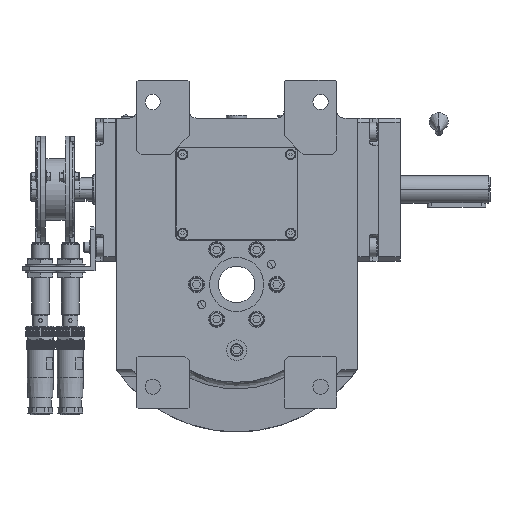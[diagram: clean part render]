
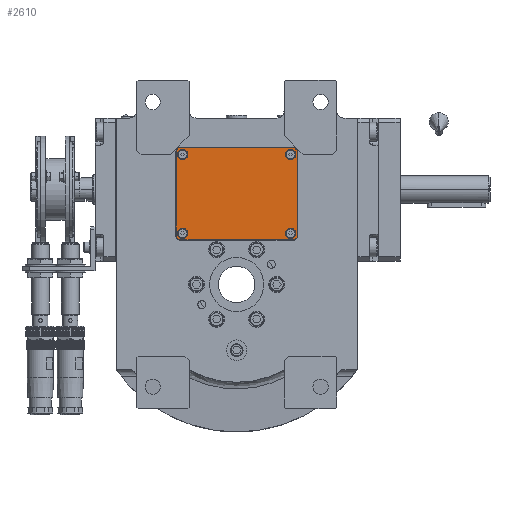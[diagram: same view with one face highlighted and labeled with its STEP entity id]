
A CAD part, front view. The second image highlights one B-rep face of the part: STEP entity #2610.
In plain terms, the highlighted face is planar.
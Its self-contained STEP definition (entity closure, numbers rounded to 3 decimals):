
#2456 = EDGE_LOOP ( 'NONE', ( #111482, #27415 ) ) ;
#2610 = ADVANCED_FACE ( 'NONE', ( #28133, #64557, #48742, #85181, #57231 ), #55431, .T. ) ;
#4150 = CARTESIAN_POINT ( 'NONE',  ( 40.5, -27., 3. ) ) ;
#4204 = DIRECTION ( 'NONE',  ( 0., -1., 0. ) ) ;
#4406 = DIRECTION ( 'NONE',  ( -1., 0., 0. ) ) ;
#4407 = ORIENTED_EDGE ( 'NONE', *, *, #104618, .T. ) ;
#5198 = CARTESIAN_POINT ( 'NONE',  ( 39.5, 31.5, 3. ) ) ;
#5321 = CARTESIAN_POINT ( 'NONE',  ( -41.5, 29.5, 3. ) ) ;
#6615 = DIRECTION ( 'NONE',  ( 1., 0., 0. ) ) ;
#7860 = ORIENTED_EDGE ( 'NONE', *, *, #17085, .T. ) ;
#8285 = CARTESIAN_POINT ( 'NONE',  ( 39.5, -31.5, 3. ) ) ;
#9035 = ORIENTED_EDGE ( 'NONE', *, *, #25076, .T. ) ;
#9097 = VECTOR ( 'NONE', #118731, 1000. ) ;
#9128 = CARTESIAN_POINT ( 'NONE',  ( -37., 27., 3. ) ) ;
#9186 = CIRCLE ( 'NONE', #119624, 3.5 ) ;
#9232 = AXIS2_PLACEMENT_3D ( 'NONE', #18426, #94236, #45720 ) ;
#9828 = CARTESIAN_POINT ( 'NONE',  ( -33.5, 27., 3. ) ) ;
#10518 = ORIENTED_EDGE ( 'NONE', *, *, #54314, .T. ) ;
#13214 = EDGE_CURVE ( 'NONE', #105235, #119475, #9186, .T. ) ;
#15574 = DIRECTION ( 'NONE',  ( -1., 0., 0. ) ) ;
#15650 = EDGE_LOOP ( 'NONE', ( #39345, #36744 ) ) ;
#15765 = VERTEX_POINT ( 'NONE', #79545 ) ;
#16187 = EDGE_CURVE ( 'NONE', #55778, #109318, #87336, .T. ) ;
#16222 = DIRECTION ( 'NONE',  ( 1., 0., 0. ) ) ;
#16752 = DIRECTION ( 'NONE',  ( 0., 0., 1. ) ) ;
#17085 = EDGE_CURVE ( 'NONE', #60158, #15765, #109728, .T. ) ;
#18426 = CARTESIAN_POINT ( 'NONE',  ( -37., -27., 3. ) ) ;
#19301 = AXIS2_PLACEMENT_3D ( 'NONE', #9128, #118396, #98988 ) ;
#20607 = DIRECTION ( 'NONE',  ( 0., 1., 0. ) ) ;
#24083 = ORIENTED_EDGE ( 'NONE', *, *, #41164, .F. ) ;
#25076 = EDGE_CURVE ( 'NONE', #109318, #60158, #56895, .T. ) ;
#27164 = CARTESIAN_POINT ( 'NONE',  ( -39.5, -31.5, 3. ) ) ;
#27415 = ORIENTED_EDGE ( 'NONE', *, *, #81616, .F. ) ;
#28133 = FACE_OUTER_BOUND ( 'NONE', #67301, .T. ) ;
#28137 = AXIS2_PLACEMENT_3D ( 'NONE', #114744, #105606, #88014 ) ;
#29392 = EDGE_LOOP ( 'NONE', ( #92540, #97461 ) ) ;
#30172 = EDGE_CURVE ( 'NONE', #85268, #47487, #83790, .T. ) ;
#31211 = CIRCLE ( 'NONE', #40907, 3.5 ) ;
#32158 = CARTESIAN_POINT ( 'NONE',  ( 41.5, -29.5, 3. ) ) ;
#33286 = CARTESIAN_POINT ( 'NONE',  ( -41.5, 29.5, 3. ) ) ;
#33551 = AXIS2_PLACEMENT_3D ( 'NONE', #88718, #52260, #4406 ) ;
#35950 = CIRCLE ( 'NONE', #115449, 3.5 ) ;
#36744 = ORIENTED_EDGE ( 'NONE', *, *, #93980, .F. ) ;
#37774 = VECTOR ( 'NONE', #51233, 1000. ) ;
#39345 = ORIENTED_EDGE ( 'NONE', *, *, #64834, .F. ) ;
#40005 = VERTEX_POINT ( 'NONE', #44725 ) ;
#40907 = AXIS2_PLACEMENT_3D ( 'NONE', #92240, #83157, #55802 ) ;
#41164 = EDGE_CURVE ( 'NONE', #55777, #99382, #109395, .T. ) ;
#41214 = CARTESIAN_POINT ( 'NONE',  ( 41.5, -29.5, 3. ) ) ;
#41826 = VERTEX_POINT ( 'NONE', #118344 ) ;
#43725 = VECTOR ( 'NONE', #83178, 1000. ) ;
#44725 = CARTESIAN_POINT ( 'NONE',  ( 41.5, 29.5, 3. ) ) ;
#44906 = EDGE_CURVE ( 'NONE', #71365, #72846, #58090, .T. ) ;
#44953 = CARTESIAN_POINT ( 'NONE',  ( 39.5, 31.5, 3. ) ) ;
#45720 = DIRECTION ( 'NONE',  ( 1., 0., 0. ) ) ;
#45980 = CARTESIAN_POINT ( 'NONE',  ( 33.5, 27., 3. ) ) ;
#46210 = CARTESIAN_POINT ( 'NONE',  ( 37., -27., 3. ) ) ;
#47336 = AXIS2_PLACEMENT_3D ( 'NONE', #46210, #112979, #113576 ) ;
#47487 = VERTEX_POINT ( 'NONE', #117773 ) ;
#48742 = FACE_BOUND ( 'NONE', #2456, .T. ) ;
#51233 = DIRECTION ( 'NONE',  ( -0.707, -0.707, 0. ) ) ;
#52260 = DIRECTION ( 'NONE',  ( 0., 0., 1. ) ) ;
#54314 = EDGE_CURVE ( 'NONE', #15765, #55353, #92581, .T. ) ;
#55353 = VERTEX_POINT ( 'NONE', #32158 ) ;
#55431 = PLANE ( 'NONE',  #92088 ) ;
#55777 = VERTEX_POINT ( 'NONE', #4150 ) ;
#55778 = VERTEX_POINT ( 'NONE', #5321 ) ;
#55802 = DIRECTION ( 'NONE',  ( -1., 0., 0. ) ) ;
#56895 = LINE ( 'NONE', #112763, #118566 ) ;
#57231 = FACE_BOUND ( 'NONE', #15650, .T. ) ;
#57612 = EDGE_CURVE ( 'NONE', #40005, #85268, #112078, .T. ) ;
#58090 = CIRCLE ( 'NONE', #19301, 3.5 ) ;
#60158 = VERTEX_POINT ( 'NONE', #98693 ) ;
#62146 = LINE ( 'NONE', #97380, #37774 ) ;
#64557 = FACE_BOUND ( 'NONE', #29392, .T. ) ;
#64834 = EDGE_CURVE ( 'NONE', #41826, #76448, #92548, .T. ) ;
#65950 = DIRECTION ( 'NONE',  ( -0.707, 0.707, 0. ) ) ;
#67219 = DIRECTION ( 'NONE',  ( 0.707, -0.707, 0. ) ) ;
#67301 = EDGE_LOOP ( 'NONE', ( #119009, #115670, #79806, #4407, #103346, #9035, #7860, #10518 ) ) ;
#68353 = VECTOR ( 'NONE', #65950, 1000. ) ;
#71365 = VERTEX_POINT ( 'NONE', #9828 ) ;
#71774 = CARTESIAN_POINT ( 'NONE',  ( -40.5, -27., 3. ) ) ;
#72846 = VERTEX_POINT ( 'NONE', #106254 ) ;
#73282 = CARTESIAN_POINT ( 'NONE',  ( 41.5, 29.5, 3. ) ) ;
#74727 = CARTESIAN_POINT ( 'NONE',  ( 33.5, -27., 3. ) ) ;
#76092 = DIRECTION ( 'NONE',  ( 1., 0., 0. ) ) ;
#76448 = VERTEX_POINT ( 'NONE', #71774 ) ;
#77421 = CARTESIAN_POINT ( 'NONE',  ( 40.5, 27., 3. ) ) ;
#79545 = CARTESIAN_POINT ( 'NONE',  ( 39.5, -31.5, 3. ) ) ;
#79806 = ORIENTED_EDGE ( 'NONE', *, *, #30172, .T. ) ;
#81616 = EDGE_CURVE ( 'NONE', #72846, #71365, #35950, .T. ) ;
#83157 = DIRECTION ( 'NONE',  ( 0., 0., 1. ) ) ;
#83178 = DIRECTION ( 'NONE',  ( -1., 0., 0. ) ) ;
#83790 = LINE ( 'NONE', #44953, #43725 ) ;
#85181 = FACE_BOUND ( 'NONE', #113397, .T. ) ;
#85268 = VERTEX_POINT ( 'NONE', #5198 ) ;
#87227 = CARTESIAN_POINT ( 'NONE',  ( -41.5, -29.5, 3. ) ) ;
#87336 = LINE ( 'NONE', #33286, #88887 ) ;
#88014 = DIRECTION ( 'NONE',  ( -1., 0., 0. ) ) ;
#88718 = CARTESIAN_POINT ( 'NONE',  ( 37., 27., 3. ) ) ;
#88887 = VECTOR ( 'NONE', #4204, 1000. ) ;
#90271 = DIRECTION ( 'NONE',  ( 0., 0., 1. ) ) ;
#92088 = AXIS2_PLACEMENT_3D ( 'NONE', #103948, #103350, #76092 ) ;
#92240 = CARTESIAN_POINT ( 'NONE',  ( -37., -27., 3. ) ) ;
#92540 = ORIENTED_EDGE ( 'NONE', *, *, #13214, .F. ) ;
#92548 = CIRCLE ( 'NONE', #9232, 3.5 ) ;
#92581 = LINE ( 'NONE', #8285, #9097 ) ;
#93980 = EDGE_CURVE ( 'NONE', #76448, #41826, #31211, .T. ) ;
#94088 = EDGE_CURVE ( 'NONE', #55353, #40005, #95846, .T. ) ;
#94236 = DIRECTION ( 'NONE',  ( 0., 0., 1. ) ) ;
#95603 = EDGE_CURVE ( 'NONE', #119475, #105235, #112991, .T. ) ;
#95846 = LINE ( 'NONE', #41214, #118544 ) ;
#97380 = CARTESIAN_POINT ( 'NONE',  ( -39.5, 31.5, 3. ) ) ;
#97461 = ORIENTED_EDGE ( 'NONE', *, *, #95603, .F. ) ;
#98693 = CARTESIAN_POINT ( 'NONE',  ( -39.5, -31.5, 3. ) ) ;
#98988 = DIRECTION ( 'NONE',  ( 1., 0., 0. ) ) ;
#99320 = CARTESIAN_POINT ( 'NONE',  ( -37., 27., 3. ) ) ;
#99382 = VERTEX_POINT ( 'NONE', #74727 ) ;
#99595 = EDGE_CURVE ( 'NONE', #99382, #55777, #115332, .T. ) ;
#103346 = ORIENTED_EDGE ( 'NONE', *, *, #16187, .T. ) ;
#103350 = DIRECTION ( 'NONE',  ( 0., 0., 1. ) ) ;
#103948 = CARTESIAN_POINT ( 'NONE',  ( 0., 0., 3. ) ) ;
#104534 = VECTOR ( 'NONE', #6615, 1000. ) ;
#104618 = EDGE_CURVE ( 'NONE', #47487, #55778, #62146, .T. ) ;
#105235 = VERTEX_POINT ( 'NONE', #77421 ) ;
#105606 = DIRECTION ( 'NONE',  ( 0., 0., 1. ) ) ;
#106254 = CARTESIAN_POINT ( 'NONE',  ( -40.5, 27., 3. ) ) ;
#109318 = VERTEX_POINT ( 'NONE', #87227 ) ;
#109395 = CIRCLE ( 'NONE', #47336, 3.5 ) ;
#109728 = LINE ( 'NONE', #27164, #104534 ) ;
#111482 = ORIENTED_EDGE ( 'NONE', *, *, #44906, .F. ) ;
#112078 = LINE ( 'NONE', #73282, #68353 ) ;
#112763 = CARTESIAN_POINT ( 'NONE',  ( -41.5, -29.5, 3. ) ) ;
#112979 = DIRECTION ( 'NONE',  ( 0., 0., 1. ) ) ;
#112991 = CIRCLE ( 'NONE', #33551, 3.5 ) ;
#113189 = ORIENTED_EDGE ( 'NONE', *, *, #99595, .F. ) ;
#113397 = EDGE_LOOP ( 'NONE', ( #24083, #113189 ) ) ;
#113542 = CARTESIAN_POINT ( 'NONE',  ( 37., 27., 3. ) ) ;
#113576 = DIRECTION ( 'NONE',  ( 1., 0., 0. ) ) ;
#114744 = CARTESIAN_POINT ( 'NONE',  ( 37., -27., 3. ) ) ;
#115332 = CIRCLE ( 'NONE', #28137, 3.5 ) ;
#115449 = AXIS2_PLACEMENT_3D ( 'NONE', #99320, #16752, #15574 ) ;
#115670 = ORIENTED_EDGE ( 'NONE', *, *, #57612, .T. ) ;
#117773 = CARTESIAN_POINT ( 'NONE',  ( -39.5, 31.5, 3. ) ) ;
#118344 = CARTESIAN_POINT ( 'NONE',  ( -33.5, -27., 3. ) ) ;
#118396 = DIRECTION ( 'NONE',  ( 0., 0., 1. ) ) ;
#118544 = VECTOR ( 'NONE', #20607, 1000. ) ;
#118566 = VECTOR ( 'NONE', #67219, 1000. ) ;
#118731 = DIRECTION ( 'NONE',  ( 0.707, 0.707, 0. ) ) ;
#119009 = ORIENTED_EDGE ( 'NONE', *, *, #94088, .T. ) ;
#119475 = VERTEX_POINT ( 'NONE', #45980 ) ;
#119624 = AXIS2_PLACEMENT_3D ( 'NONE', #113542, #90271, #16222 ) ;
